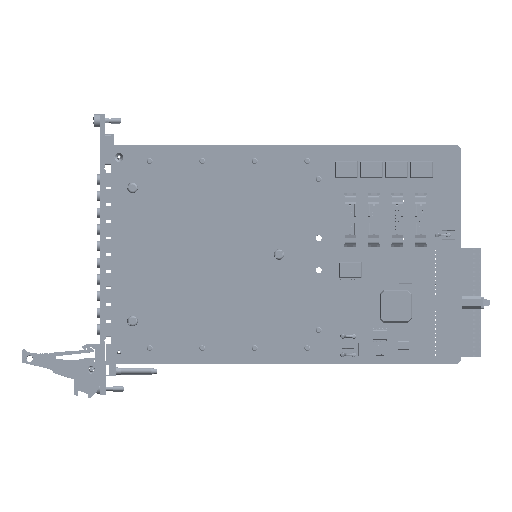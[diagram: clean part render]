
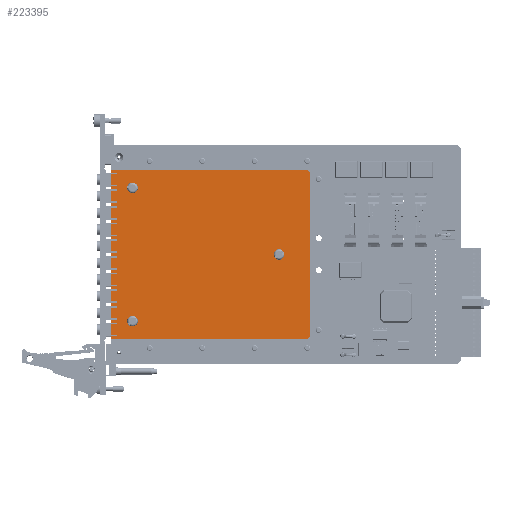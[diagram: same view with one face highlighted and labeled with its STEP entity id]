
A CAD part, top view. The second image highlights one B-rep face of the part: STEP entity #223395.
In plain terms, the highlighted planar face has unit normal (0, 0, 1).
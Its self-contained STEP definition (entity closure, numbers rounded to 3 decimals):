
#26579 = CARTESIAN_POINT ( 'NONE',  ( -66.747, 36.267, 1.651 ) ) ;
#26584 = CARTESIAN_POINT ( 'NONE',  ( -66.747, -41.132, 1.651 ) ) ;
#26587 = CARTESIAN_POINT ( 'NONE',  ( 24.453, 34.467, 1.651 ) ) ;
#26588 = CARTESIAN_POINT ( 'NONE',  ( 24.453, -39.332, 1.651 ) ) ;
#26589 = CARTESIAN_POINT ( 'NONE',  ( 22.653, 36.267, 1.651 ) ) ;
#26595 = CARTESIAN_POINT ( 'NONE',  ( 22.653, -41.132, 1.651 ) ) ;
#33355 = CARTESIAN_POINT ( 'NONE',  ( -56.747, 28.057, 1.651 ) ) ;
#33358 = DIRECTION ( 'NONE',  ( 0., 0., -1. ) ) ;
#33362 = DIRECTION ( 'NONE',  ( 1., 0., 0. ) ) ;
#34281 = CARTESIAN_POINT ( 'NONE',  ( -66.747, -41.132, 1.651 ) ) ;
#34284 = DIRECTION ( 'NONE',  ( -1., 0., 0. ) ) ;
#34542 = CARTESIAN_POINT ( 'NONE',  ( 10.253, -2.433, 1.651 ) ) ;
#34545 = DIRECTION ( 'NONE',  ( 0., 0., -1. ) ) ;
#34548 = DIRECTION ( 'NONE',  ( 1., 0., 0. ) ) ;
#62263 = PLANE ( 'NONE',  #173693 ) ;
#62271 = CARTESIAN_POINT ( 'NONE',  ( 24.553, -41.233, 1.651 ) ) ;
#62272 = DIRECTION ( 'NONE',  ( 0., 0., 1. ) ) ;
#62273 = DIRECTION ( 'NONE',  ( -1., 0., 0. ) ) ;
#73605 = VERTEX_POINT ( 'NONE', #26579 ) ;
#73618 = VERTEX_POINT ( 'NONE', #26584 ) ;
#73627 = VERTEX_POINT ( 'NONE', #26587 ) ;
#73629 = VERTEX_POINT ( 'NONE', #26588 ) ;
#73631 = VERTEX_POINT ( 'NONE', #26589 ) ;
#73648 = VERTEX_POINT ( 'NONE', #26595 ) ;
#96943 = CARTESIAN_POINT ( 'NONE',  ( -54.997, 28.057, 1.651 ) ) ;
#96955 = CARTESIAN_POINT ( 'NONE',  ( 12.003, -2.433, 1.651 ) ) ;
#96961 = CARTESIAN_POINT ( 'NONE',  ( -54.997, -32.903, 1.651 ) ) ;
#98190 = VERTEX_POINT ( 'NONE', #96943 ) ;
#98207 = VERTEX_POINT ( 'NONE', #96955 ) ;
#98215 = VERTEX_POINT ( 'NONE', #96961 ) ;
#103598 = LINE ( 'NONE', #111707, #103605 ) ;
#103605 = VECTOR ( 'NONE', #111681, 1000. ) ;
#111681 = DIRECTION ( 'NONE',  ( 0., -1., 0. ) ) ;
#111707 = CARTESIAN_POINT ( 'NONE',  ( 24.453, -39.332, 1.651 ) ) ;
#114221 = CARTESIAN_POINT ( 'NONE',  ( -66.747, 38.267, 1.651 ) ) ;
#114231 = DIRECTION ( 'NONE',  ( 0., 1., 0. ) ) ;
#124009 = VECTOR ( 'NONE', #126896, 1000. ) ;
#124012 = LINE ( 'NONE', #126886, #124009 ) ;
#124120 = CIRCLE ( 'NONE', #236148, 1.8 ) ;
#124238 = CIRCLE ( 'NONE', #236193, 1.8 ) ;
#126886 = CARTESIAN_POINT ( 'NONE',  ( 22.653, 36.267, 1.651 ) ) ;
#126896 = DIRECTION ( 'NONE',  ( 1., 0., 0. ) ) ;
#127479 = CARTESIAN_POINT ( 'NONE',  ( 22.653, 34.467, 1.651 ) ) ;
#127482 = DIRECTION ( 'NONE',  ( 0., 0., -1. ) ) ;
#127485 = DIRECTION ( 'NONE',  ( -1., 0., 0. ) ) ;
#127863 = CARTESIAN_POINT ( 'NONE',  ( 22.653, -39.332, 1.651 ) ) ;
#127866 = DIRECTION ( 'NONE',  ( 0., 0., -1. ) ) ;
#127869 = DIRECTION ( 'NONE',  ( -1., 0., 0. ) ) ;
#145268 = EDGE_CURVE ( 'NONE', #73605, #73631, #124012, .T. ) ;
#145619 = EDGE_CURVE ( 'NONE', #73631, #73627, #124120, .T. ) ;
#146058 = EDGE_CURVE ( 'NONE', #73629, #73648, #124238, .T. ) ;
#149883 = CARTESIAN_POINT ( 'NONE',  ( -56.747, -32.903, 1.651 ) ) ;
#149886 = DIRECTION ( 'NONE',  ( 0., 0., -1. ) ) ;
#149889 = DIRECTION ( 'NONE',  ( 1., 0., 0. ) ) ;
#173693 = AXIS2_PLACEMENT_3D ( 'NONE', #62271, #62272, #62273 ) ;
#179116 = LINE ( 'NONE', #114221, #179127 ) ;
#179127 = VECTOR ( 'NONE', #114231, 1000. ) ;
#180570 = CIRCLE ( 'NONE', #209142, 1.75 ) ;
#180930 = LINE ( 'NONE', #34281, #180933 ) ;
#180933 = VECTOR ( 'NONE', #34284, 1000. ) ;
#180964 = CIRCLE ( 'NONE', #209200, 1.75 ) ;
#181306 = CIRCLE ( 'NONE', #209238, 1.75 ) ;
#182549 = FACE_OUTER_BOUND ( 'NONE', #203343, .T. ) ;
#182553 = FACE_BOUND ( 'NONE', #203193, .T. ) ;
#182557 = FACE_BOUND ( 'NONE', #190785, .T. ) ;
#182559 = FACE_BOUND ( 'NONE', #191155, .T. ) ;
#183920 = EDGE_CURVE ( 'NONE', #73627, #73629, #103598, .T. ) ;
#184757 = EDGE_CURVE ( 'NONE', #73618, #73605, #179116, .T. ) ;
#185776 = EDGE_CURVE ( 'NONE', #98190, #98190, #180570, .T. ) ;
#186328 = EDGE_CURVE ( 'NONE', #73648, #73618, #180930, .T. ) ;
#186394 = EDGE_CURVE ( 'NONE', #98207, #98207, #180964, .T. ) ;
#186898 = EDGE_CURVE ( 'NONE', #98215, #98215, #181306, .T. ) ;
#190785 = EDGE_LOOP ( 'NONE', ( #246085 ) ) ;
#191155 = EDGE_LOOP ( 'NONE', ( #246083 ) ) ;
#203193 = EDGE_LOOP ( 'NONE', ( #246084 ) ) ;
#203343 = EDGE_LOOP ( 'NONE', ( #246077, #246078, #246079, #246080, #246081, #246082 ) ) ;
#209142 = AXIS2_PLACEMENT_3D ( 'NONE', #33355, #33358, #33362 ) ;
#209200 = AXIS2_PLACEMENT_3D ( 'NONE', #34542, #34545, #34548 ) ;
#209238 = AXIS2_PLACEMENT_3D ( 'NONE', #149883, #149886, #149889 ) ;
#223395 = ADVANCED_FACE ( 'NONE', ( #182549, #182559, #182553, #182557 ), #62263, .T. ) ;
#236148 = AXIS2_PLACEMENT_3D ( 'NONE', #127479, #127482, #127485 ) ;
#236193 = AXIS2_PLACEMENT_3D ( 'NONE', #127863, #127866, #127869 ) ;
#246077 = ORIENTED_EDGE ( 'NONE', *, *, #186328, .F. ) ;
#246078 = ORIENTED_EDGE ( 'NONE', *, *, #146058, .F. ) ;
#246079 = ORIENTED_EDGE ( 'NONE', *, *, #183920, .F. ) ;
#246080 = ORIENTED_EDGE ( 'NONE', *, *, #145619, .F. ) ;
#246081 = ORIENTED_EDGE ( 'NONE', *, *, #145268, .F. ) ;
#246082 = ORIENTED_EDGE ( 'NONE', *, *, #184757, .F. ) ;
#246083 = ORIENTED_EDGE ( 'NONE', *, *, #186394, .T. ) ;
#246084 = ORIENTED_EDGE ( 'NONE', *, *, #185776, .T. ) ;
#246085 = ORIENTED_EDGE ( 'NONE', *, *, #186898, .T. ) ;
